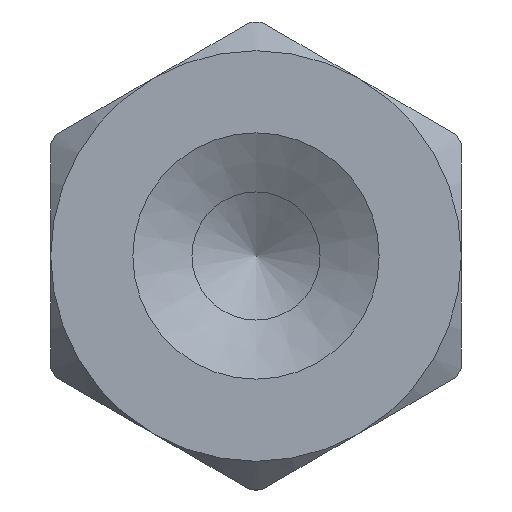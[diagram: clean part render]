
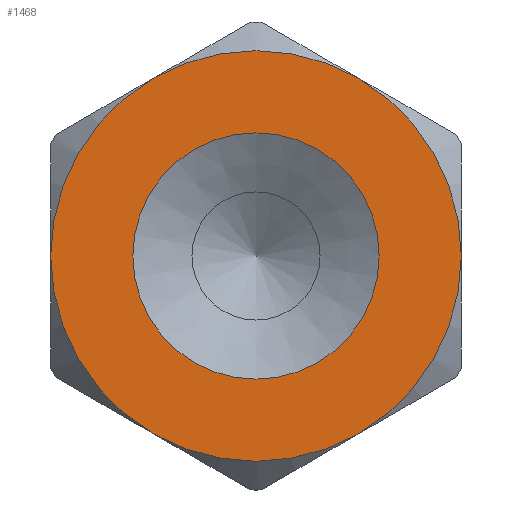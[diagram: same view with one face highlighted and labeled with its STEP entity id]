
A CAD part, front view. The second image highlights one B-rep face of the part: STEP entity #1468.
In plain terms, the highlighted planar face has unit normal (0, -1, 0).
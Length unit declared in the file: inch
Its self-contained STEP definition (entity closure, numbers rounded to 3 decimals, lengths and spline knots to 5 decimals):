
#69=FACE_BOUND('',#310,.T.);
#89=PLANE('',#1665);
#213=FACE_OUTER_BOUND('',#309,.T.);
#309=EDGE_LOOP('',(#1268));
#310=EDGE_LOOP('',(#1269));
#385=CIRCLE('',#1634,0.25);
#393=CIRCLE('',#1662,0.15);
#635=VERTEX_POINT('',#3271);
#650=VERTEX_POINT('',#3364);
#821=EDGE_CURVE('',#635,#635,#385,.T.);
#854=EDGE_CURVE('',#650,#650,#393,.T.);
#1268=ORIENTED_EDGE('',*,*,#821,.F.);
#1269=ORIENTED_EDGE('',*,*,#854,.T.);
#1468=ADVANCED_FACE('',(#213,#69),#89,.T.);
#1634=AXIS2_PLACEMENT_3D('',#3273,#1992,#1993);
#1662=AXIS2_PLACEMENT_3D('',#3365,#2061,#2062);
#1665=AXIS2_PLACEMENT_3D('',#3371,#2069,#2070);
#1992=DIRECTION('center_axis',(0.,1.,0.));
#1993=DIRECTION('ref_axis',(-0.5,0.,0.866));
#2061=DIRECTION('center_axis',(0.,1.,0.));
#2062=DIRECTION('ref_axis',(-0.866,0.,-0.5));
#2069=DIRECTION('center_axis',(0.,-1.,0.));
#2070=DIRECTION('ref_axis',(-0.5,0.,0.866));
#3271=CARTESIAN_POINT('',(-0.075,-0.18,-0.21651));
#3273=CARTESIAN_POINT('Origin',(-0.2,-0.18,0.));
#3364=CARTESIAN_POINT('',(-0.0701,-0.18,0.075));
#3365=CARTESIAN_POINT('Origin',(-0.2,-0.18,0.));
#3371=CARTESIAN_POINT('Origin',(0.04682,-0.18,0.1425));
